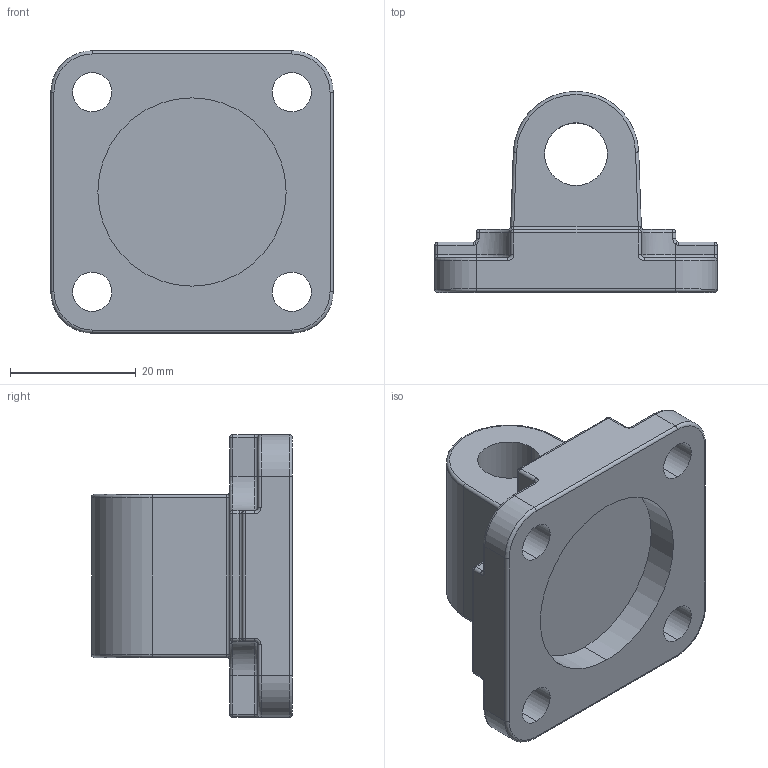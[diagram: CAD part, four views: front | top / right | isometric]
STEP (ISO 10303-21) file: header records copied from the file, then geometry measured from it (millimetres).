
FILE_DESCRIPTION (( 'STEP AP203' ), '1' );
FILE_NAME ('IN19-23.STEP', '2015-09-24T06:56:18', ( 'utente11' ), ( '' ), 'SwSTEP 2.0', 'SolidWorks 2015', '' );
FILE_SCHEMA (( 'CONFIG_CONTROL_DESIGN' ));
Length unit declared in the file: millimetre
Products named in the file (1): IN19-23
Bounding box: 45 x 32 x 45 mm (x, y, z)
Volume: 21163.2 mm3; surface area: 8461.7 mm2
Topology: 1 solids, 1 shells, 165 faces, 386 edges, 212 vertices
Faces by surface type: cylinder 77, plane 30, torus 30, bspline 16, sphere 12
Entity records: 4889 total; most frequent: CARTESIAN_POINT 1116, DIRECTION 842, ORIENTED_EDGE 748, EDGE_CURVE 374, AXIS2_PLACEMENT_3D 350, VERTEX_POINT 212, CIRCLE 200, EDGE_LOOP 176
